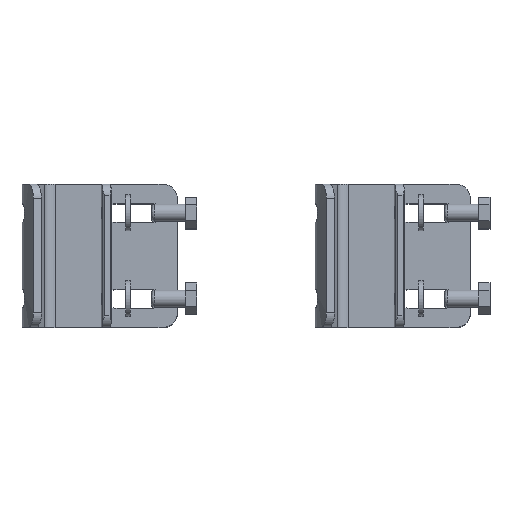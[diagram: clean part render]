
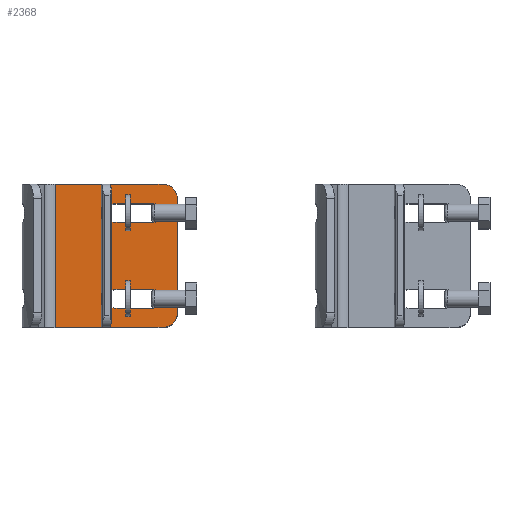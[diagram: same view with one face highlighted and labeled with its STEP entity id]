
A CAD part, top view. The second image highlights one B-rep face of the part: STEP entity #2368.
In plain terms, the highlighted planar face has unit normal (0, 0, 1).
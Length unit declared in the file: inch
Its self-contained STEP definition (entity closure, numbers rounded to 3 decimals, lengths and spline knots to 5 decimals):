
#37 = EDGE_CURVE ( 'NONE', #943, #4397, #1258, .T. ) ;
#49 = CIRCLE ( 'NONE', #798, 1.27953 ) ;
#53 = CARTESIAN_POINT ( 'NONE',  ( 41.37025, -22.41337, 14.73053 ) ) ;
#101 = CARTESIAN_POINT ( 'NONE',  ( 33.12526, -7.94487, 14.73053 ) ) ;
#115 = PLANE ( 'NONE',  #3934 ) ;
#124 = DIRECTION ( 'NONE',  ( 0., 0., -1. ) ) ;
#183 = DIRECTION ( 'NONE',  ( 0., 0., -1. ) ) ;
#292 = EDGE_CURVE ( 'NONE', #943, #1103, #615, .T. ) ;
#392 = EDGE_CURVE ( 'NONE', #1641, #2926, #3705, .T. ) ;
#426 = VECTOR ( 'NONE', #3185, 39.37008 ) ;
#463 = FACE_OUTER_BOUND ( 'NONE', #1125, .T. ) ;
#510 = AXIS2_PLACEMENT_3D ( 'NONE', #3489, #183, #4235 ) ;
#525 = CARTESIAN_POINT ( 'NONE',  ( 46.68521, -13.1614, 14.73053 ) ) ;
#558 = ORIENTED_EDGE ( 'NONE', *, *, #4381, .T. ) ;
#581 = ORIENTED_EDGE ( 'NONE', *, *, #37, .F. ) ;
#615 = LINE ( 'NONE', #3913, #426 ) ;
#708 = ORIENTED_EDGE ( 'NONE', *, *, #2817, .T. ) ;
#715 = EDGE_CURVE ( 'NONE', #2770, #2118, #1108, .T. ) ;
#717 = VERTEX_POINT ( 'NONE', #1052 ) ;
#755 = ORIENTED_EDGE ( 'NONE', *, *, #2919, .T. ) ;
#798 = AXIS2_PLACEMENT_3D ( 'NONE', #4968, #4910, #4083 ) ;
#862 = LINE ( 'NONE', #101, #2610 ) ;
#887 = DIRECTION ( 'NONE',  ( -1., 0., 0. ) ) ;
#892 = CARTESIAN_POINT ( 'NONE',  ( 46.68521, -24.97243, 14.73053 ) ) ;
#908 = CARTESIAN_POINT ( 'NONE',  ( 33.12526, -13.1614, 14.73053 ) ) ;
#919 = DIRECTION ( 'NONE',  ( 0., 0., 1. ) ) ;
#943 = VERTEX_POINT ( 'NONE', #4785 ) ;
#1009 = VECTOR ( 'NONE', #1449, 39.37008 ) ;
#1052 = CARTESIAN_POINT ( 'NONE',  ( 46.68521, -10.60235, 14.73053 ) ) ;
#1089 = AXIS2_PLACEMENT_3D ( 'NONE', #2058, #3299, #3261 ) ;
#1103 = VERTEX_POINT ( 'NONE', #2137 ) ;
#1108 = LINE ( 'NONE', #3421, #1009 ) ;
#1125 = EDGE_LOOP ( 'NONE', ( #581, #4500, #1722, #4624, #1674, #708 ) ) ;
#1181 = EDGE_CURVE ( 'NONE', #2770, #1848, #862, .T. ) ;
#1246 = EDGE_CURVE ( 'NONE', #2916, #3223, #4030, .T. ) ;
#1258 = CIRCLE ( 'NONE', #510, 1.9685 ) ;
#1268 = VECTOR ( 'NONE', #4150, 39.37008 ) ;
#1301 = CARTESIAN_POINT ( 'NONE',  ( 33.12526, -7.94487, 14.73053 ) ) ;
#1334 = VERTEX_POINT ( 'NONE', #2175 ) ;
#1436 = VECTOR ( 'NONE', #3828, 39.37008 ) ;
#1449 = DIRECTION ( 'NONE',  ( 1., 0., 0. ) ) ;
#1545 = VERTEX_POINT ( 'NONE', #892 ) ;
#1641 = VERTEX_POINT ( 'NONE', #53 ) ;
#1661 = CARTESIAN_POINT ( 'NONE',  ( 46.68521, -11.88187, 14.73053 ) ) ;
#1674 = ORIENTED_EDGE ( 'NONE', *, *, #1181, .T. ) ;
#1715 = CARTESIAN_POINT ( 'NONE',  ( 46.68521, -22.41337, 14.73053 ) ) ;
#1722 = ORIENTED_EDGE ( 'NONE', *, *, #2235, .T. ) ;
#1844 = EDGE_CURVE ( 'NONE', #2926, #1545, #49, .T. ) ;
#1848 = VERTEX_POINT ( 'NONE', #4522 ) ;
#2013 = CARTESIAN_POINT ( 'NONE',  ( 47.98443, -27.62991, 14.73053 ) ) ;
#2058 = CARTESIAN_POINT ( 'NONE',  ( 41.37025, -11.88187, 14.73053 ) ) ;
#2067 = LINE ( 'NONE', #4494, #1268 ) ;
#2074 = DIRECTION ( 'NONE',  ( 0., -1., 0. ) ) ;
#2118 = VERTEX_POINT ( 'NONE', #3810 ) ;
#2137 = CARTESIAN_POINT ( 'NONE',  ( 49.95293, -9.91337, 14.73053 ) ) ;
#2144 = EDGE_LOOP ( 'NONE', ( #4881, #4559, #755, #5004 ) ) ;
#2175 = CARTESIAN_POINT ( 'NONE',  ( 41.37025, -10.60235, 14.73053 ) ) ;
#2177 = CARTESIAN_POINT ( 'NONE',  ( 41.37025, -23.6929, 14.73053 ) ) ;
#2235 = EDGE_CURVE ( 'NONE', #1103, #2118, #3764, .T. ) ;
#2330 = EDGE_CURVE ( 'NONE', #3223, #1334, #3282, .T. ) ;
#2346 = EDGE_LOOP ( 'NONE', ( #3584, #3901, #4088, #558 ) ) ;
#2347 = AXIS2_PLACEMENT_3D ( 'NONE', #2177, #124, #3309 ) ;
#2368 = ADVANCED_FACE ( 'NONE', ( #4505, #2438, #463 ), #115, .T. ) ;
#2438 = FACE_BOUND ( 'NONE', #2346, .T. ) ;
#2443 = CARTESIAN_POINT ( 'NONE',  ( 33.12526, -10.60235, 14.73053 ) ) ;
#2552 = CARTESIAN_POINT ( 'NONE',  ( 41.37025, -13.1614, 14.73053 ) ) ;
#2610 = VECTOR ( 'NONE', #2074, 39.37008 ) ;
#2718 = EDGE_CURVE ( 'NONE', #717, #2916, #3939, .T. ) ;
#2770 = VERTEX_POINT ( 'NONE', #1301 ) ;
#2817 = EDGE_CURVE ( 'NONE', #1848, #4397, #2067, .T. ) ;
#2916 = VERTEX_POINT ( 'NONE', #525 ) ;
#2919 = EDGE_CURVE ( 'NONE', #4441, #1641, #4185, .T. ) ;
#2926 = VERTEX_POINT ( 'NONE', #1715 ) ;
#3073 = CARTESIAN_POINT ( 'NONE',  ( 41.37025, -24.97243, 14.73053 ) ) ;
#3185 = DIRECTION ( 'NONE',  ( 0., 1., 0. ) ) ;
#3206 = EDGE_CURVE ( 'NONE', #1545, #4441, #4219, .T. ) ;
#3212 = DIRECTION ( 'NONE',  ( 0., 0., 1. ) ) ;
#3217 = LINE ( 'NONE', #2443, #4545 ) ;
#3223 = VERTEX_POINT ( 'NONE', #2552 ) ;
#3261 = DIRECTION ( 'NONE',  ( -1., 0., 0. ) ) ;
#3272 = DIRECTION ( 'NONE',  ( 0., 0., -1. ) ) ;
#3282 = CIRCLE ( 'NONE', #1089, 1.27953 ) ;
#3299 = DIRECTION ( 'NONE',  ( 0., 0., -1. ) ) ;
#3309 = DIRECTION ( 'NONE',  ( 1., 0., 0. ) ) ;
#3421 = CARTESIAN_POINT ( 'NONE',  ( 34.33965, -7.94487, 14.73053 ) ) ;
#3489 = CARTESIAN_POINT ( 'NONE',  ( 47.98443, -25.6614, 14.73053 ) ) ;
#3584 = ORIENTED_EDGE ( 'NONE', *, *, #2718, .T. ) ;
#3653 = DIRECTION ( 'NONE',  ( 1., 0., 0. ) ) ;
#3672 = DIRECTION ( 'NONE',  ( 1., 0., 0. ) ) ;
#3705 = LINE ( 'NONE', #4072, #4270 ) ;
#3750 = CARTESIAN_POINT ( 'NONE',  ( 33.12526, -7.94487, 14.73053 ) ) ;
#3764 = CIRCLE ( 'NONE', #4105, 1.9685 ) ;
#3810 = CARTESIAN_POINT ( 'NONE',  ( 47.98443, -7.94487, 14.73053 ) ) ;
#3828 = DIRECTION ( 'NONE',  ( -1., 0., 0. ) ) ;
#3901 = ORIENTED_EDGE ( 'NONE', *, *, #1246, .T. ) ;
#3913 = CARTESIAN_POINT ( 'NONE',  ( 49.95293, -7.94487, 14.73053 ) ) ;
#3914 = DIRECTION ( 'NONE',  ( -1., 0., 0. ) ) ;
#3934 = AXIS2_PLACEMENT_3D ( 'NONE', #3750, #919, #4459 ) ;
#3939 = CIRCLE ( 'NONE', #4436, 1.27953 ) ;
#4030 = LINE ( 'NONE', #908, #4612 ) ;
#4072 = CARTESIAN_POINT ( 'NONE',  ( 33.12526, -22.41337, 14.73053 ) ) ;
#4083 = DIRECTION ( 'NONE',  ( 1., 0., 0. ) ) ;
#4088 = ORIENTED_EDGE ( 'NONE', *, *, #2330, .T. ) ;
#4105 = AXIS2_PLACEMENT_3D ( 'NONE', #4353, #3212, #3914 ) ;
#4150 = DIRECTION ( 'NONE',  ( 1., 0., 0. ) ) ;
#4185 = CIRCLE ( 'NONE', #2347, 1.27953 ) ;
#4219 = LINE ( 'NONE', #5005, #1436 ) ;
#4235 = DIRECTION ( 'NONE',  ( -1., 0., 0. ) ) ;
#4270 = VECTOR ( 'NONE', #3672, 39.37008 ) ;
#4353 = CARTESIAN_POINT ( 'NONE',  ( 47.98443, -9.91337, 14.73053 ) ) ;
#4381 = EDGE_CURVE ( 'NONE', #1334, #717, #3217, .T. ) ;
#4397 = VERTEX_POINT ( 'NONE', #2013 ) ;
#4436 = AXIS2_PLACEMENT_3D ( 'NONE', #1661, #3272, #5155 ) ;
#4441 = VERTEX_POINT ( 'NONE', #3073 ) ;
#4459 = DIRECTION ( 'NONE',  ( 1., 0., 0. ) ) ;
#4494 = CARTESIAN_POINT ( 'NONE',  ( 30.14401, -27.62991, 14.73053 ) ) ;
#4500 = ORIENTED_EDGE ( 'NONE', *, *, #292, .T. ) ;
#4505 = FACE_BOUND ( 'NONE', #2144, .T. ) ;
#4522 = CARTESIAN_POINT ( 'NONE',  ( 33.12526, -27.62991, 14.73053 ) ) ;
#4545 = VECTOR ( 'NONE', #3653, 39.37008 ) ;
#4559 = ORIENTED_EDGE ( 'NONE', *, *, #3206, .T. ) ;
#4612 = VECTOR ( 'NONE', #887, 39.37008 ) ;
#4624 = ORIENTED_EDGE ( 'NONE', *, *, #715, .F. ) ;
#4785 = CARTESIAN_POINT ( 'NONE',  ( 49.95293, -25.6614, 14.73053 ) ) ;
#4881 = ORIENTED_EDGE ( 'NONE', *, *, #1844, .T. ) ;
#4910 = DIRECTION ( 'NONE',  ( 0., 0., -1. ) ) ;
#4968 = CARTESIAN_POINT ( 'NONE',  ( 46.68521, -23.6929, 14.73053 ) ) ;
#5004 = ORIENTED_EDGE ( 'NONE', *, *, #392, .T. ) ;
#5005 = CARTESIAN_POINT ( 'NONE',  ( 33.12526, -24.97243, 14.73053 ) ) ;
#5155 = DIRECTION ( 'NONE',  ( -1., 0., 0. ) ) ;
